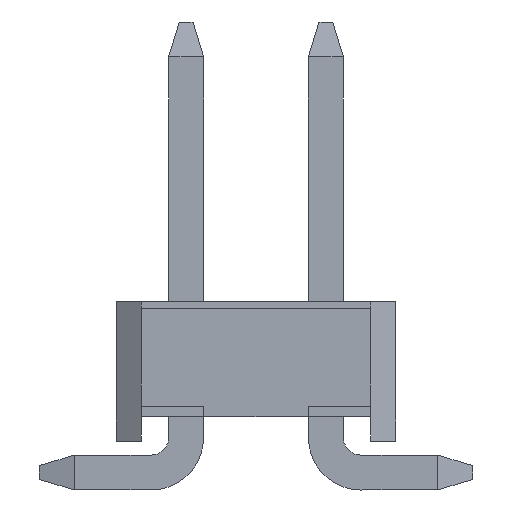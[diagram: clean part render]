
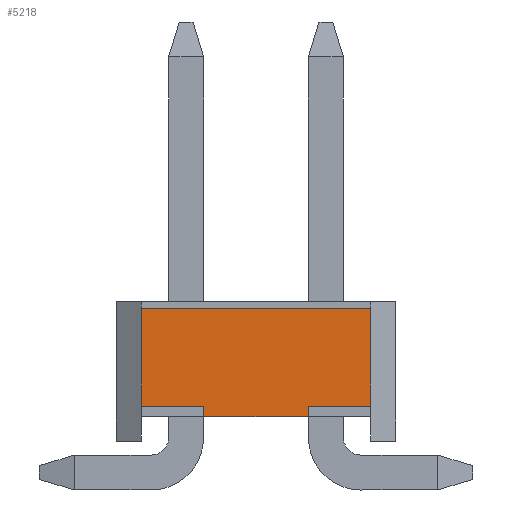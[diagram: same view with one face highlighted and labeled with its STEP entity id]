
A CAD part, front view. The second image highlights one B-rep face of the part: STEP entity #5218.
In plain terms, the highlighted face is planar.
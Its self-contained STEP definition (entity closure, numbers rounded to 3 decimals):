
#1428=ORIENTED_EDGE('',*,*,#2218,.T.);
#1429=ORIENTED_EDGE('',*,*,#1839,.F.);
#1430=ORIENTED_EDGE('',*,*,#1833,.T.);
#1431=ORIENTED_EDGE('',*,*,#2219,.T.);
#1432=ORIENTED_EDGE('',*,*,#1854,.T.);
#1433=ORIENTED_EDGE('',*,*,#1859,.T.);
#1434=ORIENTED_EDGE('',*,*,#2217,.T.);
#1435=ORIENTED_EDGE('',*,*,#1873,.F.);
#1833=EDGE_CURVE('',#2419,#2420,#2957,.T.);
#1839=EDGE_CURVE('',#2419,#2424,#2963,.T.);
#1854=EDGE_CURVE('',#2434,#2436,#2978,.T.);
#1859=EDGE_CURVE('',#2436,#2439,#2983,.T.);
#1873=EDGE_CURVE('',#2451,#2450,#2997,.T.);
#2217=EDGE_CURVE('',#2439,#2450,#3341,.T.);
#2218=EDGE_CURVE('',#2451,#2424,#3342,.T.);
#2219=EDGE_CURVE('',#2420,#2434,#3343,.T.);
#2419=VERTEX_POINT('',#7653);
#2420=VERTEX_POINT('',#7654);
#2424=VERTEX_POINT('',#7663);
#2434=VERTEX_POINT('',#7692);
#2436=VERTEX_POINT('',#7696);
#2439=VERTEX_POINT('',#7706);
#2450=VERTEX_POINT('',#7734);
#2451=VERTEX_POINT('',#7736);
#2957=LINE('',#7652,#3641);
#2963=LINE('',#7665,#3647);
#2978=LINE('',#7697,#3662);
#2983=LINE('',#7707,#3667);
#2997=LINE('',#7737,#3681);
#3341=LINE('',#8420,#4025);
#3342=LINE('',#8422,#4026);
#3343=LINE('',#8424,#4027);
#3641=VECTOR('',#6294,1000.);
#3647=VECTOR('',#6302,1000.);
#3662=VECTOR('',#6327,1000.);
#3667=VECTOR('',#6336,1000.);
#3681=VECTOR('',#6358,1000.);
#4025=VECTOR('',#6964,1000.);
#4026=VECTOR('',#6967,1000.);
#4027=VECTOR('',#6970,1000.);
#4328=EDGE_LOOP('',(#1428,#1429,#1430,#1431,#1432,#1433,#1434,#1435));
#4638=FACE_BOUND('',#4328,.T.);
#4924=PLANE('',#5632);
#5218=ADVANCED_FACE('',(#4638),#4924,.T.);
#5632=AXIS2_PLACEMENT_3D('',#8423,#6968,#6969);
#6294=DIRECTION('',(0.,0.,-1.));
#6302=DIRECTION('',(0.,1.,0.));
#6327=DIRECTION('',(0.,0.,1.));
#6336=DIRECTION('',(0.,-1.,0.));
#6358=DIRECTION('',(0.,-1.,0.));
#6964=DIRECTION('',(0.,0.,1.));
#6967=DIRECTION('',(0.,0.,-1.));
#6968=DIRECTION('',(-1.,0.,0.));
#6969=DIRECTION('',(0.,0.,1.));
#6970=DIRECTION('',(0.,-1.,0.));
#7652=CARTESIAN_POINT('',(-4.,0.75,-0.5));
#7653=CARTESIAN_POINT('',(-4.,0.75,-0.5));
#7654=CARTESIAN_POINT('',(-4.,0.75,-0.65));
#7663=CARTESIAN_POINT('',(-4.,1.64,-0.5));
#7665=CARTESIAN_POINT('',(-4.,0.75,-0.5));
#7692=CARTESIAN_POINT('',(-4.,-0.75,-0.65));
#7696=CARTESIAN_POINT('',(-4.,-0.75,-0.5));
#7697=CARTESIAN_POINT('',(-4.,-0.75,-0.65));
#7706=CARTESIAN_POINT('',(-4.,-1.64,-0.5));
#7707=CARTESIAN_POINT('',(-4.,-0.75,-0.5));
#7734=CARTESIAN_POINT('',(-4.,-1.64,0.9));
#7736=CARTESIAN_POINT('',(-4.,1.64,0.9));
#7737=CARTESIAN_POINT('',(-4.,1.64,0.9));
#8420=CARTESIAN_POINT('',(-4.,-1.64,0.));
#8422=CARTESIAN_POINT('',(-4.,1.64,0.));
#8423=CARTESIAN_POINT('',(-4.,0.,0.));
#8424=CARTESIAN_POINT('',(-4.,0.,-0.65));
